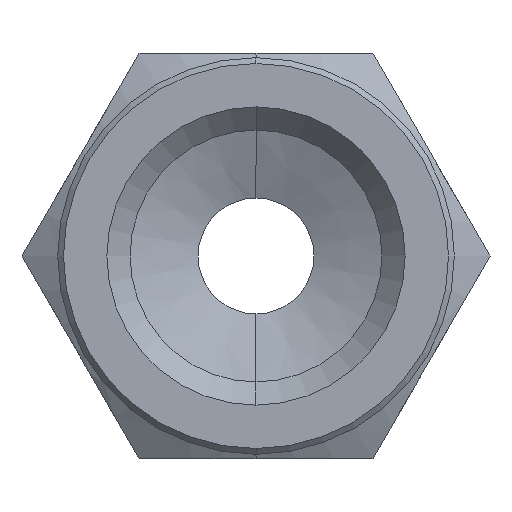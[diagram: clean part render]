
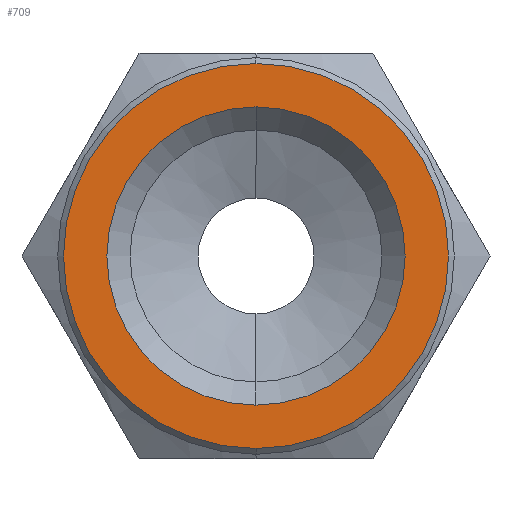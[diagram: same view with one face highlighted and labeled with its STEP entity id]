
A CAD part, front view. The second image highlights one B-rep face of the part: STEP entity #709.
In plain terms, the highlighted planar face has unit normal (0, -1, 0).
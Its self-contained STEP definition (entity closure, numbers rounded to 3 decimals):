
#27 = CARTESIAN_POINT ( 'NONE',  ( 0., 0., 5.15 ) ) ;
#32 = CARTESIAN_POINT ( 'NONE',  ( 0., 0., -5.15 ) ) ;
#126 = CIRCLE ( 'NONE', #129, 6.65 ) ;
#129 = AXIS2_PLACEMENT_3D ( 'NONE', #1196, #1197, #1198 ) ;
#167 = AXIS2_PLACEMENT_3D ( 'NONE', #1168, #1169, #1170 ) ;
#194 = AXIS2_PLACEMENT_3D ( 'NONE', #1693, #1694, #1695 ) ;
#266 = CIRCLE ( 'NONE', #167, 5.15 ) ;
#318 = AXIS2_PLACEMENT_3D ( 'NONE', #1372, #1373, #1374 ) ;
#319 = AXIS2_PLACEMENT_3D ( 'NONE', #1369, #1370, #1371 ) ;
#320 = CIRCLE ( 'NONE', #319, 6.65 ) ;
#322 = CIRCLE ( 'NONE', #318, 5.15 ) ;
#389 = VERTEX_POINT ( 'NONE', #1782 ) ;
#390 = VERTEX_POINT ( 'NONE', #1781 ) ;
#500 = EDGE_LOOP ( 'NONE', ( #1766, #1764 ) ) ;
#501 = EDGE_LOOP ( 'NONE', ( #1767, #1762 ) ) ;
#556 = VERTEX_POINT ( 'NONE', #27 ) ;
#557 = VERTEX_POINT ( 'NONE', #32 ) ;
#578 = EDGE_CURVE ( 'NONE', #556, #557, #266, .T. ) ;
#587 = EDGE_CURVE ( 'NONE', #389, #390, #126, .T. ) ;
#626 = EDGE_CURVE ( 'NONE', #390, #389, #320, .T. ) ;
#627 = EDGE_CURVE ( 'NONE', #557, #556, #322, .T. ) ;
#709 = ADVANCED_FACE ( 'NONE', ( #1096, #1097 ), #1692, .T. ) ;
#1096 = FACE_BOUND ( 'NONE', #500, .T. ) ;
#1097 = FACE_OUTER_BOUND ( 'NONE', #501, .T. ) ;
#1168 = CARTESIAN_POINT ( 'NONE',  ( 0., 0., 0. ) ) ;
#1169 = DIRECTION ( 'NONE',  ( 0., -1., 0. ) ) ;
#1170 = DIRECTION ( 'NONE',  ( 0., 0., -1. ) ) ;
#1196 = CARTESIAN_POINT ( 'NONE',  ( 0., 0., 0. ) ) ;
#1197 = DIRECTION ( 'NONE',  ( 0., -1., 0. ) ) ;
#1198 = DIRECTION ( 'NONE',  ( 0., 0., -1. ) ) ;
#1369 = CARTESIAN_POINT ( 'NONE',  ( 0., 0., 0. ) ) ;
#1370 = DIRECTION ( 'NONE',  ( 0., -1., 0. ) ) ;
#1371 = DIRECTION ( 'NONE',  ( 0., 0., -1. ) ) ;
#1372 = CARTESIAN_POINT ( 'NONE',  ( 0., 0., 0. ) ) ;
#1373 = DIRECTION ( 'NONE',  ( 0., -1., 0. ) ) ;
#1374 = DIRECTION ( 'NONE',  ( 0., 0., -1. ) ) ;
#1692 = PLANE ( 'NONE',  #194 ) ;
#1693 = CARTESIAN_POINT ( 'NONE',  ( 6.65, 0., 0. ) ) ;
#1694 = DIRECTION ( 'NONE',  ( 0., -1., 0. ) ) ;
#1695 = DIRECTION ( 'NONE',  ( 0., 0., -1. ) ) ;
#1762 = ORIENTED_EDGE ( 'NONE', *, *, #587, .T. ) ;
#1764 = ORIENTED_EDGE ( 'NONE', *, *, #578, .F. ) ;
#1766 = ORIENTED_EDGE ( 'NONE', *, *, #627, .F. ) ;
#1767 = ORIENTED_EDGE ( 'NONE', *, *, #626, .T. ) ;
#1781 = CARTESIAN_POINT ( 'NONE',  ( 0., 0., 6.65 ) ) ;
#1782 = CARTESIAN_POINT ( 'NONE',  ( 0., 0., -6.65 ) ) ;
